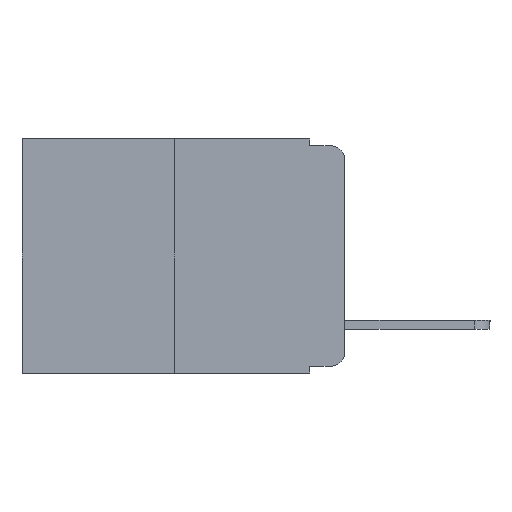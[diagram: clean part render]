
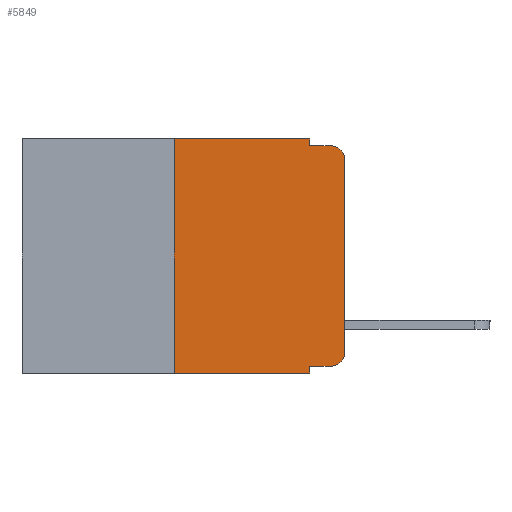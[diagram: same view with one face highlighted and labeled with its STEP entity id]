
A CAD part, left-side view. The second image highlights one B-rep face of the part: STEP entity #5849.
In plain terms, the highlighted planar face has unit normal (-1, 0, 0).
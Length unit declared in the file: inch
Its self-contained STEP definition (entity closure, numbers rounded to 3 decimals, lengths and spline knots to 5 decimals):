
#170 = ORIENTED_EDGE ( 'NONE', *, *, #4718, .T. ) ;
#185 = DIRECTION ( 'NONE',  ( 0., -1., 0. ) ) ;
#304 = EDGE_CURVE ( 'NONE', #6015, #10760, #15437, .T. ) ;
#526 = EDGE_CURVE ( 'NONE', #10760, #3769, #6933, .T. ) ;
#754 = EDGE_CURVE ( 'NONE', #16320, #19034, #17122, .T. ) ;
#1383 = DIRECTION ( 'NONE',  ( 0., -1., 0. ) ) ;
#1706 = FACE_OUTER_BOUND ( 'NONE', #3277, .T. ) ;
#1823 = ORIENTED_EDGE ( 'NONE', *, *, #304, .F. ) ;
#2404 = LINE ( 'NONE', #18162, #4729 ) ;
#2651 = VECTOR ( 'NONE', #9876, 39.37008 ) ;
#2816 = CARTESIAN_POINT ( 'NONE',  ( 0., 0.051, -0.01 ) ) ;
#3074 = EDGE_CURVE ( 'NONE', #19014, #6015, #13314, .T. ) ;
#3277 = EDGE_LOOP ( 'NONE', ( #19488, #170, #9555, #5233, #1823, #19091, #14141, #14819, #4962, #18911 ) ) ;
#3322 = VERTEX_POINT ( 'NONE', #19020 ) ;
#3769 = VERTEX_POINT ( 'NONE', #18788 ) ;
#3992 = VECTOR ( 'NONE', #1383, 39.37008 ) ;
#4442 = VECTOR ( 'NONE', #12159, 39.37008 ) ;
#4618 = CARTESIAN_POINT ( 'NONE',  ( 0., 0.051, -0.333 ) ) ;
#4718 = EDGE_CURVE ( 'NONE', #3322, #14999, #11948, .T. ) ;
#4729 = VECTOR ( 'NONE', #11651, 39.37008 ) ;
#4739 = EDGE_CURVE ( 'NONE', #3769, #14999, #5918, .T. ) ;
#4750 = CARTESIAN_POINT ( 'NONE',  ( 0., 0.25, -0.343 ) ) ;
#4962 = ORIENTED_EDGE ( 'NONE', *, *, #8610, .T. ) ;
#5233 = ORIENTED_EDGE ( 'NONE', *, *, #526, .F. ) ;
#5310 = DIRECTION ( 'NONE',  ( 0., 0., -1. ) ) ;
#5708 = CARTESIAN_POINT ( 'NONE',  ( 0., 0.25, 0. ) ) ;
#5849 = ADVANCED_FACE ( 'NONE', ( #1706 ), #9515, .F. ) ;
#5918 = LINE ( 'NONE', #2816, #4442 ) ;
#6015 = VERTEX_POINT ( 'NONE', #5708 ) ;
#6574 = CARTESIAN_POINT ( 'NONE',  ( 0., 0.473, -0.343 ) ) ;
#6933 = LINE ( 'NONE', #8552, #10902 ) ;
#7136 = DIRECTION ( 'NONE',  ( 0., 0., -1. ) ) ;
#7428 = CARTESIAN_POINT ( 'NONE',  ( 0., 0.02, -0.313 ) ) ;
#7693 = VERTEX_POINT ( 'NONE', #12435 ) ;
#7981 = DIRECTION ( 'NONE',  ( 1., 0., 0. ) ) ;
#8552 = CARTESIAN_POINT ( 'NONE',  ( 0., 0.051, 0. ) ) ;
#8610 = EDGE_CURVE ( 'NONE', #7693, #16320, #12801, .T. ) ;
#9515 = PLANE ( 'NONE',  #19489 ) ;
#9555 = ORIENTED_EDGE ( 'NONE', *, *, #4739, .F. ) ;
#9876 = DIRECTION ( 'NONE',  ( 0., 0., 1. ) ) ;
#10336 = VECTOR ( 'NONE', #19738, 39.37008 ) ;
#10760 = VERTEX_POINT ( 'NONE', #14878 ) ;
#10793 = CARTESIAN_POINT ( 'NONE',  ( 0., 0.02, -0.01 ) ) ;
#10902 = VECTOR ( 'NONE', #5310, 39.37008 ) ;
#10915 = DIRECTION ( 'NONE',  ( -1., 0., 0. ) ) ;
#11160 = CARTESIAN_POINT ( 'NONE',  ( 0., 0.473, 0. ) ) ;
#11259 = DIRECTION ( 'NONE',  ( 0., 0., -1. ) ) ;
#11651 = DIRECTION ( 'NONE',  ( 0., 0., -1. ) ) ;
#11939 = VERTEX_POINT ( 'NONE', #16148 ) ;
#11948 = CIRCLE ( 'NONE', #18809, 0.02 ) ;
#12159 = DIRECTION ( 'NONE',  ( 0., -1., 0. ) ) ;
#12388 = EDGE_CURVE ( 'NONE', #19034, #3322, #16014, .T. ) ;
#12435 = CARTESIAN_POINT ( 'NONE',  ( 0., 0.051, -0.333 ) ) ;
#12801 = LINE ( 'NONE', #4618, #17946 ) ;
#13314 = LINE ( 'NONE', #13516, #10336 ) ;
#13516 = CARTESIAN_POINT ( 'NONE',  ( 0., 0.25, 0. ) ) ;
#14020 = DIRECTION ( 'NONE',  ( 0., -1., 0. ) ) ;
#14141 = ORIENTED_EDGE ( 'NONE', *, *, #15686, .T. ) ;
#14484 = EDGE_CURVE ( 'NONE', #7693, #11939, #2404, .T. ) ;
#14819 = ORIENTED_EDGE ( 'NONE', *, *, #14484, .F. ) ;
#14830 = DIRECTION ( 'NONE',  ( -1., 0., 0. ) ) ;
#14878 = CARTESIAN_POINT ( 'NONE',  ( 0., 0.051, 0. ) ) ;
#14999 = VERTEX_POINT ( 'NONE', #10793 ) ;
#15237 = CARTESIAN_POINT ( 'NONE',  ( 0., 0.473, 0. ) ) ;
#15296 = CARTESIAN_POINT ( 'NONE',  ( 0., 0.02, -0.333 ) ) ;
#15437 = LINE ( 'NONE', #15237, #3992 ) ;
#15488 = CARTESIAN_POINT ( 'NONE',  ( 0., 0., -0.313 ) ) ;
#15686 = EDGE_CURVE ( 'NONE', #19014, #11939, #15976, .T. ) ;
#15976 = LINE ( 'NONE', #6574, #20044 ) ;
#16014 = LINE ( 'NONE', #17744, #2651 ) ;
#16148 = CARTESIAN_POINT ( 'NONE',  ( 0., 0.051, -0.343 ) ) ;
#16320 = VERTEX_POINT ( 'NONE', #15296 ) ;
#17122 = CIRCLE ( 'NONE', #19714, 0.02 ) ;
#17744 = CARTESIAN_POINT ( 'NONE',  ( 0., 0., 0. ) ) ;
#17877 = CARTESIAN_POINT ( 'NONE',  ( 0., 0.02, -0.03 ) ) ;
#17946 = VECTOR ( 'NONE', #14020, 39.37008 ) ;
#18162 = CARTESIAN_POINT ( 'NONE',  ( 0., 0.051, 0. ) ) ;
#18788 = CARTESIAN_POINT ( 'NONE',  ( 0., 0.051, -0.01 ) ) ;
#18809 = AXIS2_PLACEMENT_3D ( 'NONE', #17877, #14830, #7136 ) ;
#18911 = ORIENTED_EDGE ( 'NONE', *, *, #754, .T. ) ;
#19014 = VERTEX_POINT ( 'NONE', #4750 ) ;
#19020 = CARTESIAN_POINT ( 'NONE',  ( 0., 0., -0.03 ) ) ;
#19034 = VERTEX_POINT ( 'NONE', #15488 ) ;
#19091 = ORIENTED_EDGE ( 'NONE', *, *, #3074, .F. ) ;
#19488 = ORIENTED_EDGE ( 'NONE', *, *, #12388, .T. ) ;
#19489 = AXIS2_PLACEMENT_3D ( 'NONE', #11160, #7981, #11259 ) ;
#19714 = AXIS2_PLACEMENT_3D ( 'NONE', #7428, #10915, #19802 ) ;
#19738 = DIRECTION ( 'NONE',  ( 0., 0., 1. ) ) ;
#19802 = DIRECTION ( 'NONE',  ( 0., 0., -1. ) ) ;
#20044 = VECTOR ( 'NONE', #185, 39.37008 ) ;
